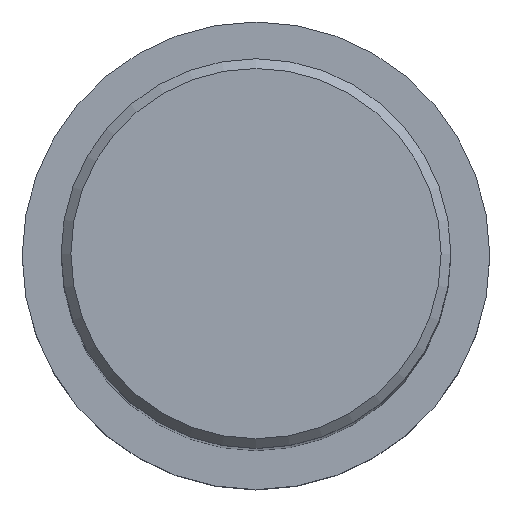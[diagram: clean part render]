
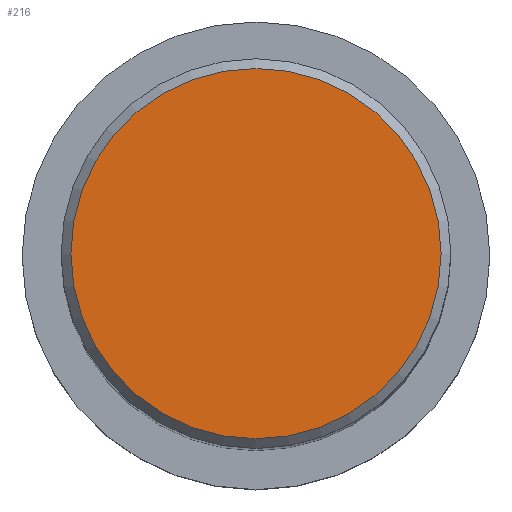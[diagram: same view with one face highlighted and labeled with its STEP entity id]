
A CAD part, top view. The second image highlights one B-rep face of the part: STEP entity #216.
In plain terms, the highlighted planar face has unit normal (0, 0, 1).
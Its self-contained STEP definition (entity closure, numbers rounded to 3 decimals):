
#152=CARTESIAN_POINT('',(-9.5,0.,237.2));
#153=VERTEX_POINT('',#152);
#160=CARTESIAN_POINT('',(9.5,0.,237.2));
#161=VERTEX_POINT('',#160);
#162=CARTESIAN_POINT('',(0.,0.,237.2));
#163=DIRECTION('',(-1.,0.,0.));
#164=DIRECTION('',(0.,0.,-1.));
#165=AXIS2_PLACEMENT_3D('',#162,#164,#163);
#166=CIRCLE('',#165,9.5);
#167=EDGE_CURVE('',#153,#161,#166,.T.);
#169=CARTESIAN_POINT('',(0.,0.,237.2));
#170=DIRECTION('',(1.,0.,0.));
#171=DIRECTION('',(-0.,0.,-1.));
#172=AXIS2_PLACEMENT_3D('',#169,#171,#170);
#173=CIRCLE('',#172,9.5);
#174=EDGE_CURVE('',#161,#153,#173,.T.);
#207=CARTESIAN_POINT('',(0.,0.,237.2));
#208=DIRECTION('',(1.,0.,0.));
#209=DIRECTION('',(0.,0.,1.));
#210=AXIS2_PLACEMENT_3D('',#207,#209,#208);
#211=PLANE('',#210);
#212=ORIENTED_EDGE('',*,*,#167,.F.);
#213=ORIENTED_EDGE('',*,*,#174,.F.);
#214=EDGE_LOOP('',(#212,#213));
#215=FACE_OUTER_BOUND('',#214,.T.);
#216=ADVANCED_FACE('F7',(#215),#211,.T.);
